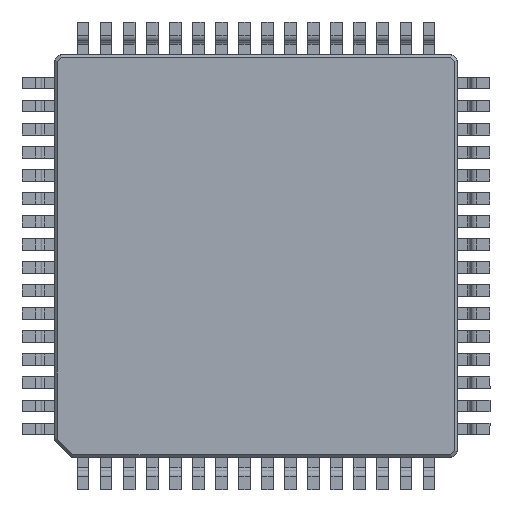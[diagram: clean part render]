
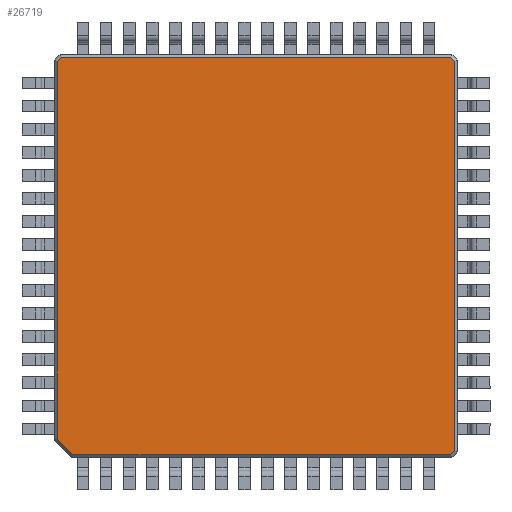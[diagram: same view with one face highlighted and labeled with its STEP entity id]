
A CAD part, front view. The second image highlights one B-rep face of the part: STEP entity #26719.
In plain terms, the highlighted planar face has unit normal (0, -1, 0).
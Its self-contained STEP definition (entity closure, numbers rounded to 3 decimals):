
#876 = EDGE_LOOP ( 'NONE', ( #28720, #28722, #28721, #28723, #28724, #28725, #28726, #28727 ) ) ;
#10151 = VECTOR ( 'NONE', #11396, 1000. ) ;
#10152 = VECTOR ( 'NONE', #11398, 1000. ) ;
#10153 = VECTOR ( 'NONE', #11400, 1000. ) ;
#10154 = VECTOR ( 'NONE', #11402, 1000. ) ;
#10155 = VECTOR ( 'NONE', #11404, 1000. ) ;
#10156 = VECTOR ( 'NONE', #11406, 1000. ) ;
#10157 = VECTOR ( 'NONE', #11408, 1000. ) ;
#10158 = VECTOR ( 'NONE', #11410, 1000. ) ;
#10203 = AXIS2_PLACEMENT_3D ( 'NONE', #11665, #11666, #11667 ) ;
#11395 = CARTESIAN_POINT ( 'NONE',  ( -6.329, -0.6, -6.929 ) ) ;
#11396 = DIRECTION ( 'NONE',  ( 0.707, 0., -0.707 ) ) ;
#11397 = CARTESIAN_POINT ( 'NONE',  ( -6.9, -0.6, -6.4 ) ) ;
#11398 = DIRECTION ( 'NONE',  ( 0., 0., -1. ) ) ;
#11399 = CARTESIAN_POINT ( 'NONE',  ( 6.8, -0.6, -6.9 ) ) ;
#11400 = DIRECTION ( 'NONE',  ( 1., 0., 0. ) ) ;
#11401 = CARTESIAN_POINT ( 'NONE',  ( 6.929, -0.6, -6.729 ) ) ;
#11402 = DIRECTION ( 'NONE',  ( 0.707, 0., 0.707 ) ) ;
#11403 = CARTESIAN_POINT ( 'NONE',  ( 6.9, -0.6, 6.8 ) ) ;
#11404 = DIRECTION ( 'NONE',  ( 0., 0., 1. ) ) ;
#11405 = CARTESIAN_POINT ( 'NONE',  ( 6.729, -0.6, 6.929 ) ) ;
#11406 = DIRECTION ( 'NONE',  ( -0.707, 0., 0.707 ) ) ;
#11407 = CARTESIAN_POINT ( 'NONE',  ( -6.8, -0.6, 6.9 ) ) ;
#11408 = DIRECTION ( 'NONE',  ( -1., 0., 0. ) ) ;
#11409 = CARTESIAN_POINT ( 'NONE',  ( -6.929, -0.6, 6.729 ) ) ;
#11410 = DIRECTION ( 'NONE',  ( -0.707, 0., -0.707 ) ) ;
#11452 = LINE ( 'NONE', #11395, #10151 ) ;
#11453 = LINE ( 'NONE', #11397, #10152 ) ;
#11454 = LINE ( 'NONE', #11399, #10153 ) ;
#11455 = LINE ( 'NONE', #11401, #10154 ) ;
#11456 = LINE ( 'NONE', #11403, #10155 ) ;
#11457 = LINE ( 'NONE', #11405, #10156 ) ;
#11458 = LINE ( 'NONE', #11407, #10157 ) ;
#11459 = LINE ( 'NONE', #11409, #10158 ) ;
#11499 = FACE_OUTER_BOUND ( 'NONE', #876, .T. ) ;
#11664 = PLANE ( 'NONE',  #10203 ) ;
#11665 = CARTESIAN_POINT ( 'NONE',  ( -7., -0.6, -7. ) ) ;
#11666 = DIRECTION ( 'NONE',  ( 0., -1., 0. ) ) ;
#11667 = DIRECTION ( 'NONE',  ( 0., 0., -1. ) ) ;
#22255 = CARTESIAN_POINT ( 'NONE',  ( -6.9, -0.6, 6.759 ) ) ;
#22256 = CARTESIAN_POINT ( 'NONE',  ( -6.9, -0.6, -6.359 ) ) ;
#22257 = CARTESIAN_POINT ( 'NONE',  ( -6.359, -0.6, -6.9 ) ) ;
#22258 = CARTESIAN_POINT ( 'NONE',  ( 6.759, -0.6, -6.9 ) ) ;
#22259 = CARTESIAN_POINT ( 'NONE',  ( 6.9, -0.6, -6.759 ) ) ;
#22260 = CARTESIAN_POINT ( 'NONE',  ( 6.9, -0.6, 6.759 ) ) ;
#22261 = CARTESIAN_POINT ( 'NONE',  ( 6.759, -0.6, 6.9 ) ) ;
#22262 = CARTESIAN_POINT ( 'NONE',  ( -6.759, -0.6, 6.9 ) ) ;
#26670 = EDGE_CURVE ( 'NONE', #28991, #28992, #11452, .T. ) ;
#26671 = EDGE_CURVE ( 'NONE', #28990, #28991, #11453, .T. ) ;
#26672 = EDGE_CURVE ( 'NONE', #28992, #28993, #11454, .T. ) ;
#26673 = EDGE_CURVE ( 'NONE', #28993, #28994, #11455, .T. ) ;
#26674 = EDGE_CURVE ( 'NONE', #28994, #28995, #11456, .T. ) ;
#26675 = EDGE_CURVE ( 'NONE', #28995, #28996, #11457, .T. ) ;
#26676 = EDGE_CURVE ( 'NONE', #28996, #28997, #11458, .T. ) ;
#26677 = EDGE_CURVE ( 'NONE', #28997, #28990, #11459, .T. ) ;
#26719 = ADVANCED_FACE ( 'NONE', ( #11499 ), #11664, .T. ) ;
#28720 = ORIENTED_EDGE ( 'NONE', *, *, #26671, .T. ) ;
#28721 = ORIENTED_EDGE ( 'NONE', *, *, #26672, .T. ) ;
#28722 = ORIENTED_EDGE ( 'NONE', *, *, #26670, .T. ) ;
#28723 = ORIENTED_EDGE ( 'NONE', *, *, #26673, .T. ) ;
#28724 = ORIENTED_EDGE ( 'NONE', *, *, #26674, .T. ) ;
#28725 = ORIENTED_EDGE ( 'NONE', *, *, #26675, .T. ) ;
#28726 = ORIENTED_EDGE ( 'NONE', *, *, #26676, .T. ) ;
#28727 = ORIENTED_EDGE ( 'NONE', *, *, #26677, .T. ) ;
#28990 = VERTEX_POINT ( 'NONE', #22255 ) ;
#28991 = VERTEX_POINT ( 'NONE', #22256 ) ;
#28992 = VERTEX_POINT ( 'NONE', #22257 ) ;
#28993 = VERTEX_POINT ( 'NONE', #22258 ) ;
#28994 = VERTEX_POINT ( 'NONE', #22259 ) ;
#28995 = VERTEX_POINT ( 'NONE', #22260 ) ;
#28996 = VERTEX_POINT ( 'NONE', #22261 ) ;
#28997 = VERTEX_POINT ( 'NONE', #22262 ) ;
